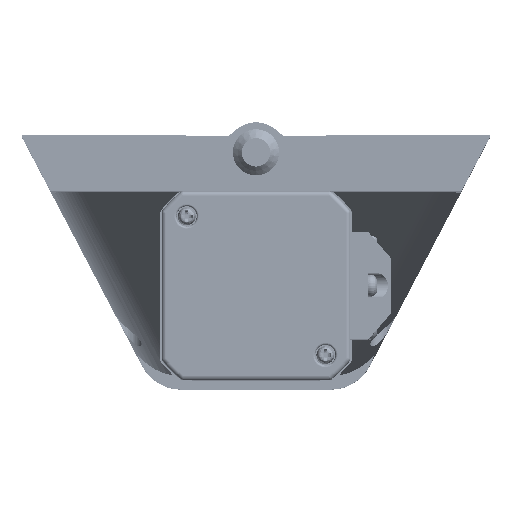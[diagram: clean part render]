
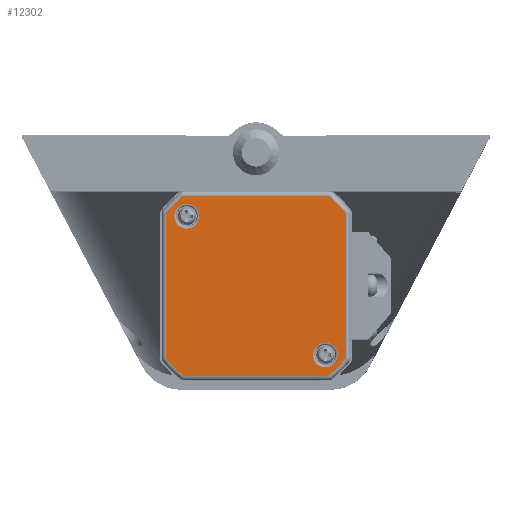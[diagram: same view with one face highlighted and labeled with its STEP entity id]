
A CAD part, top view. The second image highlights one B-rep face of the part: STEP entity #12302.
In plain terms, the highlighted face is planar.
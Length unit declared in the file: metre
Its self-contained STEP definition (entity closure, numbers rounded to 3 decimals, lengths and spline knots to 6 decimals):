
#861=LINE('',#22109,#1404);
#864=LINE('',#22130,#1407);
#865=LINE('',#22158,#1408);
#907=LINE('',#22423,#1450);
#1404=VECTOR('',#14867,1.);
#1407=VECTOR('',#14894,1.);
#1408=VECTOR('',#14929,1.);
#1450=VECTOR('',#15069,1.);
#2426=PLANE('',#13375);
#3864=ORIENTED_EDGE('',*,*,#6964,.T.);
#3865=ORIENTED_EDGE('',*,*,#6963,.T.);
#3866=ORIENTED_EDGE('',*,*,#7076,.T.);
#3867=ORIENTED_EDGE('',*,*,#6989,.T.);
#3868=ORIENTED_EDGE('',*,*,#6993,.T.);
#3869=ORIENTED_EDGE('',*,*,#6997,.T.);
#3870=ORIENTED_EDGE('',*,*,#6969,.T.);
#3871=ORIENTED_EDGE('',*,*,#6975,.T.);
#3872=ORIENTED_EDGE('',*,*,#6980,.T.);
#3873=ORIENTED_EDGE('',*,*,#6985,.T.);
#6963=EDGE_CURVE('',#8767,#8767,#9959,.T.);
#6964=EDGE_CURVE('',#8768,#8768,#9960,.T.);
#6969=EDGE_CURVE('',#8771,#8773,#861,.T.);
#6975=EDGE_CURVE('',#8773,#8776,#9969,.T.);
#6980=EDGE_CURVE('',#8776,#8779,#864,.T.);
#6985=EDGE_CURVE('',#8779,#8782,#9977,.T.);
#6989=EDGE_CURVE('',#8783,#8786,#9981,.T.);
#6993=EDGE_CURVE('',#8786,#8789,#865,.T.);
#6997=EDGE_CURVE('',#8789,#8771,#9987,.T.);
#7076=EDGE_CURVE('',#8782,#8783,#907,.T.);
#8767=VERTEX_POINT('',#22094);
#8768=VERTEX_POINT('',#22097);
#8771=VERTEX_POINT('',#22103);
#8773=VERTEX_POINT('',#22108);
#8776=VERTEX_POINT('',#22119);
#8779=VERTEX_POINT('',#22129);
#8782=VERTEX_POINT('',#22139);
#8783=VERTEX_POINT('',#22143);
#8786=VERTEX_POINT('',#22148);
#8789=VERTEX_POINT('',#22157);
#9959=CIRCLE('',#13289,0.00275);
#9960=CIRCLE('',#13291,0.00275);
#9969=CIRCLE('',#13304,0.02585);
#9977=CIRCLE('',#13316,0.02585);
#9981=CIRCLE('',#13321,0.02585);
#9987=CIRCLE('',#13331,0.02585);
#10558=EDGE_LOOP('',(#3864));
#10559=EDGE_LOOP('',(#3865));
#10560=EDGE_LOOP('',(#3866,#3867,#3868,#3869,#3870,#3871,#3872,#3873));
#11382=FACE_BOUND('',#10558,.T.);
#11383=FACE_BOUND('',#10559,.T.);
#11384=FACE_BOUND('',#10560,.T.);
#12302=ADVANCED_FACE('',(#11382,#11383,#11384),#2426,.T.);
#13289=AXIS2_PLACEMENT_3D('',#22093,#14849,#14850);
#13291=AXIS2_PLACEMENT_3D('',#22096,#14853,#14854);
#13304=AXIS2_PLACEMENT_3D('',#22120,#14881,#14882);
#13316=AXIS2_PLACEMENT_3D('',#22140,#14907,#14908);
#13321=AXIS2_PLACEMENT_3D('',#22149,#14917,#14918);
#13331=AXIS2_PLACEMENT_3D('',#22165,#14939,#14940);
#13375=AXIS2_PLACEMENT_3D('',#22422,#15067,#15068);
#14849=DIRECTION('',(0.,0.,1.));
#14850=DIRECTION('',(-1.,0.,0.));
#14853=DIRECTION('',(0.,0.,1.));
#14854=DIRECTION('',(-1.,0.,0.));
#14867=DIRECTION('',(1.,0.,0.));
#14881=DIRECTION('',(0.,0.,-1.));
#14882=DIRECTION('',(-1.,0.,0.));
#14894=DIRECTION('',(0.,-1.,0.));
#14907=DIRECTION('',(0.,0.,-1.));
#14908=DIRECTION('',(-1.,0.,0.));
#14917=DIRECTION('',(0.,0.,-1.));
#14918=DIRECTION('',(-1.,0.,0.));
#14929=DIRECTION('',(0.,1.,0.));
#14939=DIRECTION('',(0.,0.,-1.));
#14940=DIRECTION('',(-1.,0.,0.));
#15067=DIRECTION('',(0.,0.,-1.));
#15068=DIRECTION('',(-1.,0.,0.));
#15069=DIRECTION('',(-1.,0.,0.));
#22093=CARTESIAN_POINT('',(0.0155,-0.0155,-0.0801));
#22094=CARTESIAN_POINT('',(0.01275,-0.0155,-0.0801));
#22096=CARTESIAN_POINT('',(-0.0155,0.0155,-0.0801));
#22097=CARTESIAN_POINT('',(-0.01825,0.0155,-0.0801));
#22103=CARTESIAN_POINT('',(-0.016255,0.0201,-0.0801));
#22108=CARTESIAN_POINT('',(0.016255,0.0201,-0.0801));
#22109=CARTESIAN_POINT('',(0.,0.0201,-0.0801));
#22119=CARTESIAN_POINT('',(0.0201,0.016255,-0.0801));
#22120=CARTESIAN_POINT('',(0.,0.,-0.0801));
#22129=CARTESIAN_POINT('',(0.0201,-0.016255,-0.0801));
#22130=CARTESIAN_POINT('',(0.0201,0.,-0.0801));
#22139=CARTESIAN_POINT('',(0.016255,-0.0201,-0.0801));
#22140=CARTESIAN_POINT('',(0.,0.,-0.0801));
#22143=CARTESIAN_POINT('',(-0.016255,-0.0201,-0.0801));
#22148=CARTESIAN_POINT('',(-0.0201,-0.016255,-0.0801));
#22149=CARTESIAN_POINT('',(0.,0.,-0.0801));
#22157=CARTESIAN_POINT('',(-0.0201,0.016255,-0.0801));
#22158=CARTESIAN_POINT('',(-0.0201,0.016605,-0.0801));
#22165=CARTESIAN_POINT('',(0.,0.,-0.0801));
#22422=CARTESIAN_POINT('',(0.,0.,-0.0801));
#22423=CARTESIAN_POINT('',(-0.016605,-0.0201,-0.0801));
